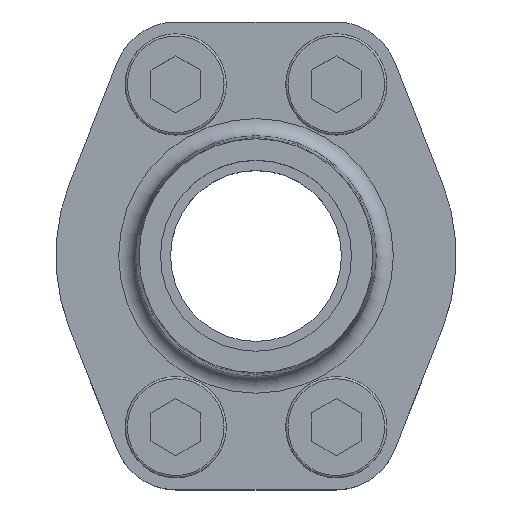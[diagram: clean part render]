
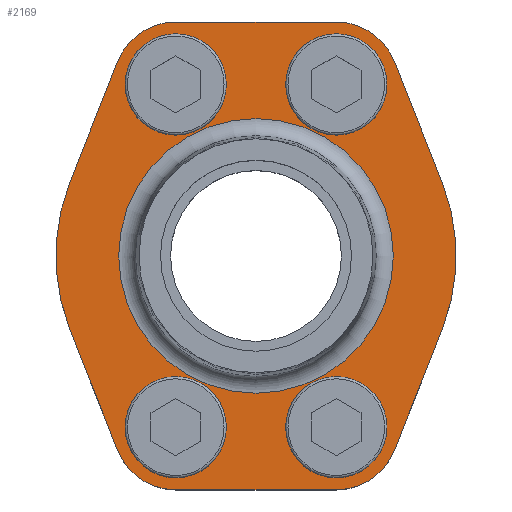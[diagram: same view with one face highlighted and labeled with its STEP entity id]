
A CAD part, top view. The second image highlights one B-rep face of the part: STEP entity #2169.
In plain terms, the highlighted planar face has unit normal (0, 0, 1).
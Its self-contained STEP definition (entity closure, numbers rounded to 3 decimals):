
#43=LINE('',#2959,#139);
#47=LINE('',#2969,#143);
#50=LINE('',#2977,#146);
#53=LINE('',#2985,#149);
#56=LINE('',#2993,#152);
#59=LINE('',#3001,#155);
#139=VECTOR('',#2494,1000.);
#143=VECTOR('',#2504,1000.);
#146=VECTOR('',#2513,1000.);
#149=VECTOR('',#2522,1000.);
#152=VECTOR('',#2531,1000.);
#155=VECTOR('',#2540,1000.);
#236=PLANE('',#2307);
#368=ORIENTED_EDGE('',*,*,#684,.F.);
#369=ORIENTED_EDGE('',*,*,#685,.F.);
#370=ORIENTED_EDGE('',*,*,#686,.F.);
#371=ORIENTED_EDGE('',*,*,#687,.F.);
#372=ORIENTED_EDGE('',*,*,#688,.T.);
#373=ORIENTED_EDGE('',*,*,#657,.T.);
#374=ORIENTED_EDGE('',*,*,#660,.T.);
#375=ORIENTED_EDGE('',*,*,#662,.T.);
#376=ORIENTED_EDGE('',*,*,#664,.T.);
#377=ORIENTED_EDGE('',*,*,#666,.T.);
#378=ORIENTED_EDGE('',*,*,#668,.T.);
#379=ORIENTED_EDGE('',*,*,#670,.T.);
#380=ORIENTED_EDGE('',*,*,#672,.T.);
#381=ORIENTED_EDGE('',*,*,#674,.T.);
#382=ORIENTED_EDGE('',*,*,#676,.T.);
#383=ORIENTED_EDGE('',*,*,#678,.T.);
#384=ORIENTED_EDGE('',*,*,#683,.T.);
#657=EDGE_CURVE('',#830,#829,#43,.T.);
#660=EDGE_CURVE('',#829,#831,#960,.T.);
#662=EDGE_CURVE('',#831,#832,#47,.T.);
#664=EDGE_CURVE('',#832,#833,#961,.T.);
#666=EDGE_CURVE('',#833,#834,#50,.T.);
#668=EDGE_CURVE('',#834,#835,#962,.T.);
#670=EDGE_CURVE('',#835,#836,#53,.T.);
#672=EDGE_CURVE('',#836,#837,#963,.T.);
#674=EDGE_CURVE('',#837,#838,#56,.T.);
#676=EDGE_CURVE('',#838,#839,#964,.T.);
#678=EDGE_CURVE('',#839,#840,#59,.T.);
#683=EDGE_CURVE('',#840,#830,#969,.T.);
#684=EDGE_CURVE('',#845,#845,#970,.T.);
#685=EDGE_CURVE('',#846,#846,#971,.T.);
#686=EDGE_CURVE('',#847,#847,#972,.T.);
#687=EDGE_CURVE('',#848,#848,#973,.T.);
#688=EDGE_CURVE('',#849,#849,#974,.T.);
#829=VERTEX_POINT('',#2958);
#830=VERTEX_POINT('',#2960);
#831=VERTEX_POINT('',#2964);
#832=VERTEX_POINT('',#2968);
#833=VERTEX_POINT('',#2972);
#834=VERTEX_POINT('',#2976);
#835=VERTEX_POINT('',#2980);
#836=VERTEX_POINT('',#2984);
#837=VERTEX_POINT('',#2988);
#838=VERTEX_POINT('',#2992);
#839=VERTEX_POINT('',#2996);
#840=VERTEX_POINT('',#3000);
#845=VERTEX_POINT('',#3018);
#846=VERTEX_POINT('',#3020);
#847=VERTEX_POINT('',#3022);
#848=VERTEX_POINT('',#3024);
#849=VERTEX_POINT('',#3026);
#960=CIRCLE('',#2283,89.);
#961=CIRCLE('',#2286,27.8);
#962=CIRCLE('',#2289,27.8);
#963=CIRCLE('',#2292,89.);
#964=CIRCLE('',#2295,27.8);
#969=CIRCLE('',#2306,27.8);
#970=CIRCLE('',#2308,22.05);
#971=CIRCLE('',#2309,22.05);
#972=CIRCLE('',#2310,22.05);
#973=CIRCLE('',#2311,22.05);
#974=CIRCLE('',#2312,61.046);
#1054=EDGE_LOOP('',(#368));
#1055=EDGE_LOOP('',(#369));
#1056=EDGE_LOOP('',(#370));
#1057=EDGE_LOOP('',(#371));
#1058=EDGE_LOOP('',(#372));
#1059=EDGE_LOOP('',(#373,#374,#375,#376,#377,#378,#379,#380,#381,#382,#383,
#384));
#1230=FACE_BOUND('',#1054,.T.);
#1231=FACE_BOUND('',#1055,.T.);
#1232=FACE_BOUND('',#1056,.T.);
#1233=FACE_BOUND('',#1057,.T.);
#1234=FACE_BOUND('',#1058,.T.);
#1235=FACE_BOUND('',#1059,.T.);
#2169=ADVANCED_FACE('',(#1230,#1231,#1232,#1233,#1234,#1235),#236,.T.);
#2283=AXIS2_PLACEMENT_3D('',#2965,#2499,#2500);
#2286=AXIS2_PLACEMENT_3D('',#2973,#2508,#2509);
#2289=AXIS2_PLACEMENT_3D('',#2981,#2517,#2518);
#2292=AXIS2_PLACEMENT_3D('',#2989,#2526,#2527);
#2295=AXIS2_PLACEMENT_3D('',#2997,#2535,#2536);
#2306=AXIS2_PLACEMENT_3D('',#3015,#2559,#2560);
#2307=AXIS2_PLACEMENT_3D('',#3016,#2561,#2562);
#2308=AXIS2_PLACEMENT_3D('',#3017,#2563,#2564);
#2309=AXIS2_PLACEMENT_3D('',#3019,#2565,#2566);
#2310=AXIS2_PLACEMENT_3D('',#3021,#2567,#2568);
#2311=AXIS2_PLACEMENT_3D('',#3023,#2569,#2570);
#2312=AXIS2_PLACEMENT_3D('',#3025,#2571,#2572);
#2494=DIRECTION('',(-0.367,-0.93,0.));
#2499=DIRECTION('',(0.,0.,1.));
#2500=DIRECTION('',(1.,0.,0.));
#2504=DIRECTION('',(0.367,-0.93,0.));
#2508=DIRECTION('',(0.,0.,1.));
#2509=DIRECTION('',(1.,0.,0.));
#2513=DIRECTION('',(1.,0.,0.));
#2517=DIRECTION('',(0.,0.,1.));
#2518=DIRECTION('',(1.,0.,0.));
#2522=DIRECTION('',(0.367,0.93,0.));
#2526=DIRECTION('',(0.,0.,1.));
#2527=DIRECTION('',(1.,0.,0.));
#2531=DIRECTION('',(-0.367,0.93,0.));
#2535=DIRECTION('',(0.,0.,1.));
#2536=DIRECTION('',(1.,0.,0.));
#2540=DIRECTION('',(-1.,0.,0.));
#2559=DIRECTION('',(0.,0.,1.));
#2560=DIRECTION('',(1.,0.,0.));
#2561=DIRECTION('',(0.,0.,1.));
#2562=DIRECTION('',(1.,0.,0.));
#2563=DIRECTION('',(0.,0.,1.));
#2564=DIRECTION('',(1.,0.,0.));
#2565=DIRECTION('',(0.,0.,1.));
#2566=DIRECTION('',(1.,0.,0.));
#2567=DIRECTION('',(0.,0.,1.));
#2568=DIRECTION('',(1.,0.,0.));
#2569=DIRECTION('',(0.,0.,1.));
#2570=DIRECTION('',(1.,0.,0.));
#2571=DIRECTION('',(0.,0.,-1.));
#2572=DIRECTION('',(0.,1.,0.));
#2958=CARTESIAN_POINT('',(-82.775,32.7,55.));
#2959=CARTESIAN_POINT('',(-61.556,86.414,55.));
#2960=CARTESIAN_POINT('',(-61.556,86.414,55.));
#2964=CARTESIAN_POINT('',(-82.775,-32.7,55.));
#2965=CARTESIAN_POINT('',(0.,0.,55.));
#2968=CARTESIAN_POINT('',(-61.556,-86.414,55.));
#2969=CARTESIAN_POINT('',(-82.775,-32.7,55.));
#2972=CARTESIAN_POINT('',(-35.7,-104.,55.));
#2973=CARTESIAN_POINT('',(-35.7,-76.2,55.));
#2976=CARTESIAN_POINT('',(35.7,-104.,55.));
#2977=CARTESIAN_POINT('',(-35.7,-104.,55.));
#2980=CARTESIAN_POINT('',(61.556,-86.414,55.));
#2981=CARTESIAN_POINT('',(35.7,-76.2,55.));
#2984=CARTESIAN_POINT('',(82.775,-32.7,55.));
#2985=CARTESIAN_POINT('',(61.556,-86.414,55.));
#2988=CARTESIAN_POINT('',(82.775,32.7,55.));
#2989=CARTESIAN_POINT('',(0.,0.,55.));
#2992=CARTESIAN_POINT('',(61.556,86.414,55.));
#2993=CARTESIAN_POINT('',(82.775,32.7,55.));
#2996=CARTESIAN_POINT('',(35.7,104.,55.));
#2997=CARTESIAN_POINT('',(35.7,76.2,55.));
#3000=CARTESIAN_POINT('',(-35.7,104.,55.));
#3001=CARTESIAN_POINT('',(35.7,104.,55.));
#3015=CARTESIAN_POINT('',(-35.7,76.2,55.));
#3016=CARTESIAN_POINT('',(0.,0.,55.));
#3017=CARTESIAN_POINT('',(35.7,-76.2,55.));
#3018=CARTESIAN_POINT('',(57.75,-76.2,55.));
#3019=CARTESIAN_POINT('',(-35.7,-76.2,55.));
#3020=CARTESIAN_POINT('',(-13.65,-76.2,55.));
#3021=CARTESIAN_POINT('',(-35.7,76.2,55.));
#3022=CARTESIAN_POINT('',(-13.65,76.2,55.));
#3023=CARTESIAN_POINT('',(35.7,76.2,55.));
#3024=CARTESIAN_POINT('',(57.75,76.2,55.));
#3025=CARTESIAN_POINT('',(0.,0.,55.));
#3026=CARTESIAN_POINT('',(0.,61.046,55.));
